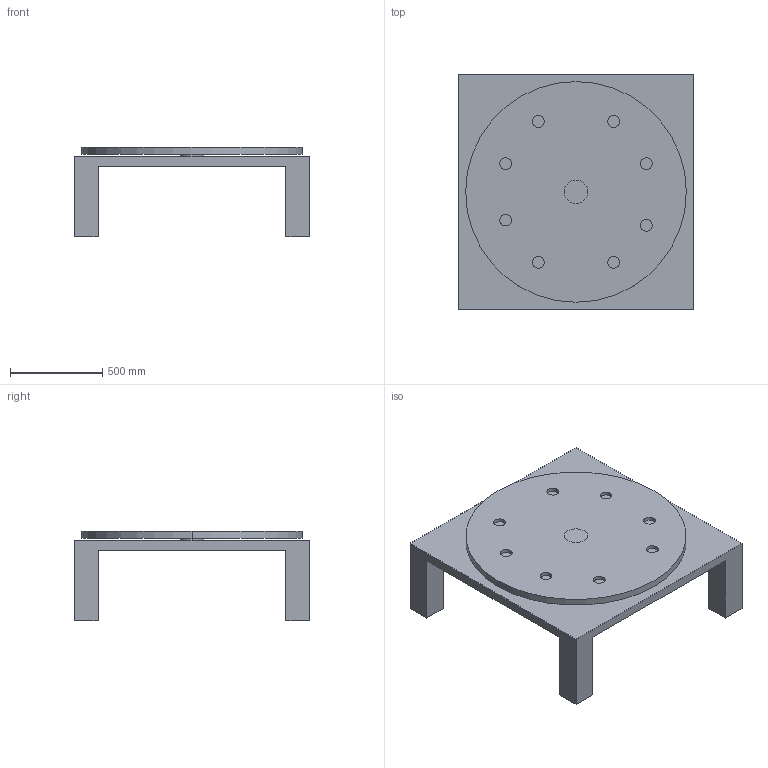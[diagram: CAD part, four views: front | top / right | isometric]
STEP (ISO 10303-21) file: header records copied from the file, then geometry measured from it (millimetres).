
FILE_DESCRIPTION((''),'2;1');
FILE_NAME('S4850111_ROTARYATBLE_ASM','2020-02-12T17:44:05',('cheta'),(''),'CREO PARAMETRIC BY PTC INC, 2019224','CREO PARAMETRIC BY PTC INC, 2019224','');
FILE_SCHEMA(('CONFIG_CONTROL_DESIGN'));
Length unit declared in the file: inch
Products named in the file (3): S4850111_TABLE; S4850111_ROTARY; S4850111_ROTARYATBLE_ASM
Assembly tree (2 placements, depth 2):
  S4850111_ROTARYATBLE_ASM
    S4850111_TABLE
    S4850111_ROTARY
Bounding box: 1270 x 1270 x 482.6 mm (x, y, z)
Volume: 148840127.6 mm3; surface area: 6680117.8 mm2
Topology: 2 solids, 2 shells, 51 faces, 114 edges, 76 vertices
Faces by surface type: plane 29, cylinder 22
Entity records: 1530 total; most frequent: DIRECTION 270, CARTESIAN_POINT 246, ORIENTED_EDGE 228, EDGE_CURVE 114, AXIS2_PLACEMENT_3D 100, VERTEX_POINT 76, VECTOR 70, LINE 70
